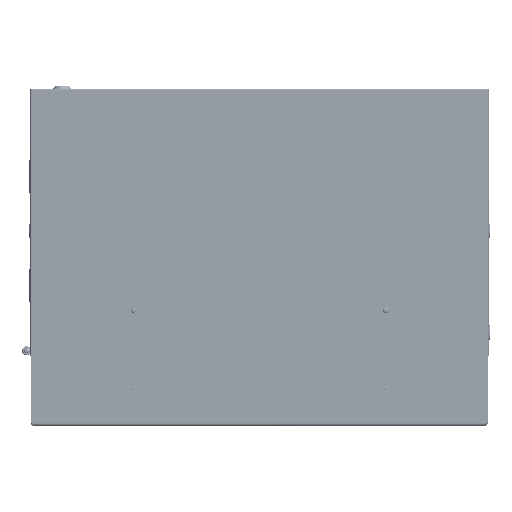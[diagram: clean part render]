
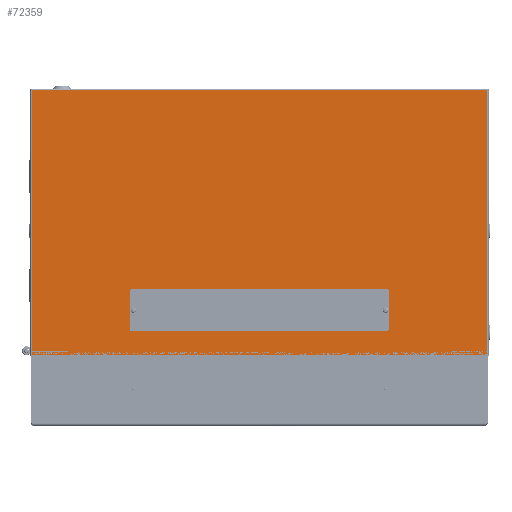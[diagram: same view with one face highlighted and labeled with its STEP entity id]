
A CAD part, front view. The second image highlights one B-rep face of the part: STEP entity #72359.
In plain terms, the highlighted face is planar.
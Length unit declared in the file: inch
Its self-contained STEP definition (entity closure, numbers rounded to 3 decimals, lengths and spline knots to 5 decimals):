
#898 = CARTESIAN_POINT ( 'NONE',  ( -6.49606, 7.28346, 2.3622 ) ) ;
#1288 = ORIENTED_EDGE ( 'NONE', *, *, #87480, .T. ) ;
#1921 = CARTESIAN_POINT ( 'NONE',  ( 11.74409, 7.28346, 0.06693 ) ) ;
#3289 = CIRCLE ( 'NONE', #96772, 0.06299 ) ;
#3731 = EDGE_CURVE ( 'NONE', #62257, #4336, #80381, .T. ) ;
#4029 = EDGE_CURVE ( 'NONE', #4336, #62257, #33784, .T. ) ;
#4336 = VERTEX_POINT ( 'NONE', #52380 ) ;
#4912 = AXIS2_PLACEMENT_3D ( 'NONE', #85008, #6720, #127498 ) ;
#5297 = FACE_BOUND ( 'NONE', #72797, .T. ) ;
#6720 = DIRECTION ( 'NONE',  ( 0., 1., 0. ) ) ;
#6785 = CARTESIAN_POINT ( 'NONE',  ( -11.74409, 7.28346, 13.7126 ) ) ;
#7311 = CARTESIAN_POINT ( 'NONE',  ( 11.74409, 7.28346, 0. ) ) ;
#7433 = FACE_BOUND ( 'NONE', #73312, .T. ) ;
#11283 = VERTEX_POINT ( 'NONE', #138056 ) ;
#11331 = CARTESIAN_POINT ( 'NONE',  ( -6.10236, 7.28346, 1.45669 ) ) ;
#11593 = EDGE_LOOP ( 'NONE', ( #104470, #57014 ) ) ;
#13318 = DIRECTION ( 'NONE',  ( 0., -1., 0. ) ) ;
#15057 = ORIENTED_EDGE ( 'NONE', *, *, #117539, .T. ) ;
#17670 = VERTEX_POINT ( 'NONE', #63411 ) ;
#18150 = VERTEX_POINT ( 'NONE', #81942 ) ;
#18159 = DIRECTION ( 'NONE',  ( 0., 0., 1. ) ) ;
#18995 = LINE ( 'NONE', #7311, #31818 ) ;
#20465 = VERTEX_POINT ( 'NONE', #73439 ) ;
#20870 = DIRECTION ( 'NONE',  ( 0., 0., 1. ) ) ;
#21002 = ORIENTED_EDGE ( 'NONE', *, *, #3731, .T. ) ;
#25222 = AXIS2_PLACEMENT_3D ( 'NONE', #898, #46212, #123823 ) ;
#26134 = VERTEX_POINT ( 'NONE', #30019 ) ;
#27446 = AXIS2_PLACEMENT_3D ( 'NONE', #96808, #65336, #32377 ) ;
#27963 = PLANE ( 'NONE',  #4912 ) ;
#29518 = DIRECTION ( 'NONE',  ( -1., 0., 0. ) ) ;
#30019 = CARTESIAN_POINT ( 'NONE',  ( -6.29921, 7.28346, 3.26772 ) ) ;
#30357 = EDGE_CURVE ( 'NONE', #115419, #137792, #32953, .T. ) ;
#31818 = VECTOR ( 'NONE', #63655, 39.37008 ) ;
#32316 = VERTEX_POINT ( 'NONE', #106072 ) ;
#32377 = DIRECTION ( 'NONE',  ( 0., 0., 1. ) ) ;
#32953 = LINE ( 'NONE', #133191, #78949 ) ;
#33032 = CARTESIAN_POINT ( 'NONE',  ( -11.74409, 7.28346, 0. ) ) ;
#33221 = EDGE_CURVE ( 'NONE', #81674, #131018, #86484, .T. ) ;
#33784 = CIRCLE ( 'NONE', #99172, 0.06299 ) ;
#35981 = AXIS2_PLACEMENT_3D ( 'NONE', #55215, #43515, #143074 ) ;
#37445 = EDGE_CURVE ( 'NONE', #17670, #115419, #86350, .T. ) ;
#37594 = ORIENTED_EDGE ( 'NONE', *, *, #56000, .T. ) ;
#38355 = LINE ( 'NONE', #51468, #101096 ) ;
#42268 = ORIENTED_EDGE ( 'NONE', *, *, #30357, .T. ) ;
#43515 = DIRECTION ( 'NONE',  ( 0., -1., 0. ) ) ;
#46212 = DIRECTION ( 'NONE',  ( 0., -1., 0. ) ) ;
#48214 = DIRECTION ( 'NONE',  ( 0., 0., 1. ) ) ;
#51468 = CARTESIAN_POINT ( 'NONE',  ( -11.76378, 7.28346, 0.06693 ) ) ;
#51639 = CIRCLE ( 'NONE', #133435, 0.19685 ) ;
#52350 = CARTESIAN_POINT ( 'NONE',  ( 11.74409, 7.28346, 13.7126 ) ) ;
#52380 = CARTESIAN_POINT ( 'NONE',  ( 6.49606, 7.28346, 2.29921 ) ) ;
#55215 = CARTESIAN_POINT ( 'NONE',  ( 6.49606, 7.28346, 2.3622 ) ) ;
#56000 = EDGE_CURVE ( 'NONE', #131018, #66676, #90377, .T. ) ;
#56381 = LINE ( 'NONE', #111995, #126552 ) ;
#57000 = ORIENTED_EDGE ( 'NONE', *, *, #75111, .T. ) ;
#57014 = ORIENTED_EDGE ( 'NONE', *, *, #136180, .T. ) ;
#57649 = ORIENTED_EDGE ( 'NONE', *, *, #33221, .T. ) ;
#61030 = EDGE_LOOP ( 'NONE', ( #57000, #57649, #37594, #109164 ) ) ;
#61661 = VERTEX_POINT ( 'NONE', #68018 ) ;
#62257 = VERTEX_POINT ( 'NONE', #121477 ) ;
#62462 = CIRCLE ( 'NONE', #27446, 0.19685 ) ;
#62822 = ORIENTED_EDGE ( 'NONE', *, *, #98044, .T. ) ;
#63411 = CARTESIAN_POINT ( 'NONE',  ( -6.29921, 7.28346, 1.45669 ) ) ;
#63655 = DIRECTION ( 'NONE',  ( 0., 0., -1. ) ) ;
#64819 = ORIENTED_EDGE ( 'NONE', *, *, #4029, .T. ) ;
#65336 = DIRECTION ( 'NONE',  ( 0., -1., 0. ) ) ;
#66676 = VERTEX_POINT ( 'NONE', #52350 ) ;
#67719 = DIRECTION ( 'NONE',  ( 1., 0., 0. ) ) ;
#67808 = EDGE_CURVE ( 'NONE', #140069, #32316, #113179, .T. ) ;
#68018 = CARTESIAN_POINT ( 'NONE',  ( 6.10236, 7.28346, 3.46457 ) ) ;
#72359 = ADVANCED_FACE ( 'NONE', ( #82844, #7433, #5297, #96701 ), #27963, .T. ) ;
#72797 = EDGE_LOOP ( 'NONE', ( #21002, #64819 ) ) ;
#73312 = EDGE_LOOP ( 'NONE', ( #93013, #42268, #128429, #128999, #15057, #1288, #136333, #62822 ) ) ;
#73439 = CARTESIAN_POINT ( 'NONE',  ( -6.10236, 7.28346, 3.46457 ) ) ;
#75111 = EDGE_CURVE ( 'NONE', #134657, #81674, #38355, .T. ) ;
#77671 = DIRECTION ( 'NONE',  ( 0., 0., 1. ) ) ;
#78097 = DIRECTION ( 'NONE',  ( 0., 0., 1. ) ) ;
#78949 = VECTOR ( 'NONE', #133928, 39.37008 ) ;
#79247 = DIRECTION ( 'NONE',  ( 0., 0., 1. ) ) ;
#80381 = CIRCLE ( 'NONE', #35981, 0.06299 ) ;
#80805 = AXIS2_PLACEMENT_3D ( 'NONE', #120576, #86211, #18159 ) ;
#81674 = VERTEX_POINT ( 'NONE', #106823 ) ;
#81942 = CARTESIAN_POINT ( 'NONE',  ( -6.49606, 7.28346, 2.29921 ) ) ;
#82240 = CARTESIAN_POINT ( 'NONE',  ( 6.49606, 7.28346, 2.3622 ) ) ;
#82636 = DIRECTION ( 'NONE',  ( 0., -1., 0. ) ) ;
#82844 = FACE_BOUND ( 'NONE', #11593, .T. ) ;
#84333 = CARTESIAN_POINT ( 'NONE',  ( -6.10236, 7.28346, 1.25984 ) ) ;
#85008 = CARTESIAN_POINT ( 'NONE',  ( -11.76378, 7.28346, 0. ) ) ;
#86211 = DIRECTION ( 'NONE',  ( 0., -1., 0. ) ) ;
#86350 = CIRCLE ( 'NONE', #105039, 0.19685 ) ;
#86484 = LINE ( 'NONE', #33032, #114432 ) ;
#86776 = EDGE_CURVE ( 'NONE', #20465, #26134, #51639, .T. ) ;
#87480 = EDGE_CURVE ( 'NONE', #61661, #20465, #56381, .T. ) ;
#90377 = LINE ( 'NONE', #135009, #113641 ) ;
#91640 = CARTESIAN_POINT ( 'NONE',  ( -6.10236, 7.28346, 3.26772 ) ) ;
#91892 = CARTESIAN_POINT ( 'NONE',  ( -6.29921, 7.28346, 0. ) ) ;
#93013 = ORIENTED_EDGE ( 'NONE', *, *, #37445, .T. ) ;
#93618 = CARTESIAN_POINT ( 'NONE',  ( -6.49606, 7.28346, 2.3622 ) ) ;
#94661 = DIRECTION ( 'NONE',  ( 0., -1., 0. ) ) ;
#96701 = FACE_OUTER_BOUND ( 'NONE', #61030, .T. ) ;
#96772 = AXIS2_PLACEMENT_3D ( 'NONE', #93618, #82636, #48214 ) ;
#96808 = CARTESIAN_POINT ( 'NONE',  ( 6.10236, 7.28346, 3.26772 ) ) ;
#97609 = CARTESIAN_POINT ( 'NONE',  ( 6.29921, 7.28346, 1.45669 ) ) ;
#98044 = EDGE_CURVE ( 'NONE', #26134, #17670, #135798, .T. ) ;
#99172 = AXIS2_PLACEMENT_3D ( 'NONE', #82240, #94661, #126890 ) ;
#101096 = VECTOR ( 'NONE', #29518, 39.37008 ) ;
#104470 = ORIENTED_EDGE ( 'NONE', *, *, #129776, .T. ) ;
#105039 = AXIS2_PLACEMENT_3D ( 'NONE', #11331, #121122, #20870 ) ;
#106072 = CARTESIAN_POINT ( 'NONE',  ( 6.29921, 7.28346, 3.26772 ) ) ;
#106504 = CIRCLE ( 'NONE', #80805, 0.19685 ) ;
#106823 = CARTESIAN_POINT ( 'NONE',  ( -11.74409, 7.28346, 0.06693 ) ) ;
#109164 = ORIENTED_EDGE ( 'NONE', *, *, #133738, .T. ) ;
#111995 = CARTESIAN_POINT ( 'NONE',  ( -11.76378, 7.28346, 3.46457 ) ) ;
#112451 = CARTESIAN_POINT ( 'NONE',  ( 6.29921, 7.28346, 0. ) ) ;
#113179 = LINE ( 'NONE', #112451, #118650 ) ;
#113641 = VECTOR ( 'NONE', #67719, 39.37008 ) ;
#114432 = VECTOR ( 'NONE', #77671, 39.37008 ) ;
#115419 = VERTEX_POINT ( 'NONE', #84333 ) ;
#117539 = EDGE_CURVE ( 'NONE', #32316, #61661, #62462, .T. ) ;
#118650 = VECTOR ( 'NONE', #78097, 39.37008 ) ;
#119479 = VECTOR ( 'NONE', #127010, 39.37008 ) ;
#120576 = CARTESIAN_POINT ( 'NONE',  ( 6.10236, 7.28346, 1.45669 ) ) ;
#121122 = DIRECTION ( 'NONE',  ( 0., -1., 0. ) ) ;
#121387 = CARTESIAN_POINT ( 'NONE',  ( 6.10236, 7.28346, 1.25984 ) ) ;
#121477 = CARTESIAN_POINT ( 'NONE',  ( 6.49606, 7.28346, 2.4252 ) ) ;
#123823 = DIRECTION ( 'NONE',  ( 0., 0., 1. ) ) ;
#126552 = VECTOR ( 'NONE', #133222, 39.37008 ) ;
#126890 = DIRECTION ( 'NONE',  ( 0., 0., 1. ) ) ;
#127010 = DIRECTION ( 'NONE',  ( 0., 0., -1. ) ) ;
#127498 = DIRECTION ( 'NONE',  ( 0., 0., 1. ) ) ;
#128429 = ORIENTED_EDGE ( 'NONE', *, *, #132604, .T. ) ;
#128999 = ORIENTED_EDGE ( 'NONE', *, *, #67808, .T. ) ;
#129776 = EDGE_CURVE ( 'NONE', #11283, #18150, #3289, .T. ) ;
#131018 = VERTEX_POINT ( 'NONE', #6785 ) ;
#132604 = EDGE_CURVE ( 'NONE', #137792, #140069, #106504, .T. ) ;
#133191 = CARTESIAN_POINT ( 'NONE',  ( -11.76378, 7.28346, 1.25984 ) ) ;
#133222 = DIRECTION ( 'NONE',  ( -1., 0., 0. ) ) ;
#133435 = AXIS2_PLACEMENT_3D ( 'NONE', #91640, #13318, #79247 ) ;
#133738 = EDGE_CURVE ( 'NONE', #66676, #134657, #18995, .T. ) ;
#133928 = DIRECTION ( 'NONE',  ( 1., 0., 0. ) ) ;
#134657 = VERTEX_POINT ( 'NONE', #1921 ) ;
#135009 = CARTESIAN_POINT ( 'NONE',  ( -11.76378, 7.28346, 13.7126 ) ) ;
#135798 = LINE ( 'NONE', #91892, #119479 ) ;
#136180 = EDGE_CURVE ( 'NONE', #18150, #11283, #144398, .T. ) ;
#136333 = ORIENTED_EDGE ( 'NONE', *, *, #86776, .T. ) ;
#137792 = VERTEX_POINT ( 'NONE', #121387 ) ;
#138056 = CARTESIAN_POINT ( 'NONE',  ( -6.49606, 7.28346, 2.4252 ) ) ;
#140069 = VERTEX_POINT ( 'NONE', #97609 ) ;
#143074 = DIRECTION ( 'NONE',  ( 0., 0., 1. ) ) ;
#144398 = CIRCLE ( 'NONE', #25222, 0.06299 ) ;
